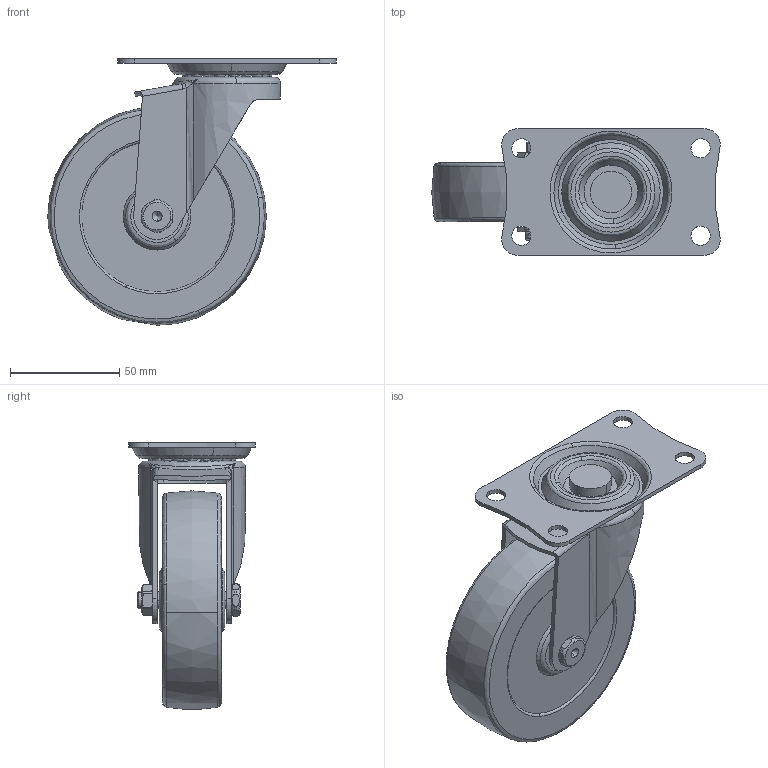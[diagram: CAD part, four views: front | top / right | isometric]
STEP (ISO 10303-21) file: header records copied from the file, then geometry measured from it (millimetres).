
FILE_DESCRIPTION((''),'2;1');
FILE_NAME('','2005-12-16T10:24:44',(''),(''),'','CADfix','');
FILE_SCHEMA(('AUTOMOTIVE_DESIGN'));
Length unit declared in the file: millimetre
Products named in the file (6): wheel; mounting plate; main shaft; body; axle; 320E_R100_2352_36
Assembly tree (5 placements, depth 2):
  320E_R100_2352_36
    wheel
    mounting plate
    main shaft
    body
    axle
Bounding box: 131.98 x 58 x 121.89 mm (x, y, z)
Volume: 242802.2 mm3; surface area: 59723 mm2
Topology: 5 solids, 5 shells, 253 faces, 766 edges, 553 vertices
Faces by surface type: bspline 253
Entity records: 14195 total; most frequent: CARTESIAN_POINT 9954, ORIENTED_EDGE 1522, EDGE_CURVE 761, VERTEX_POINT 553, EDGE_LOOP 306, FACE_OUTER_BOUND 253, ADVANCED_FACE 253, QUASI_UNIFORM_CURVE 176
